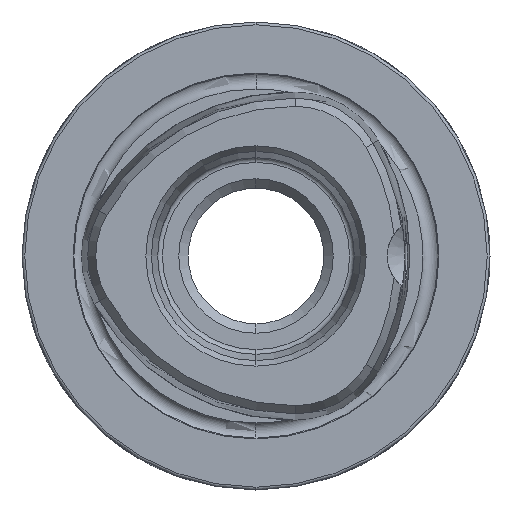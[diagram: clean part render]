
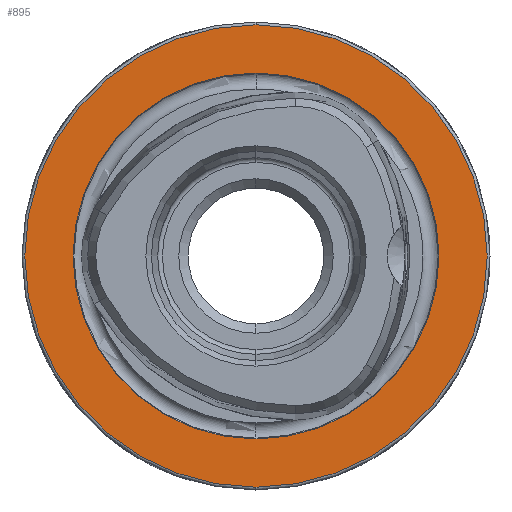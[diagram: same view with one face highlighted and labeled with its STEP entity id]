
A CAD part, left-side view. The second image highlights one B-rep face of the part: STEP entity #895.
In plain terms, the highlighted planar face has unit normal (-1, 0, 0).
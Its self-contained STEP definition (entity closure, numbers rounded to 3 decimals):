
#321 = AXIS2_PLACEMENT_3D ( 'NONE', #1176, #1177, #1178 ) ;
#325 = AXIS2_PLACEMENT_3D ( 'NONE', #1219, #1220, #1221 ) ;
#600 = CARTESIAN_POINT ( 'NONE',  ( 0., 0., 0. ) ) ;
#601 = DIRECTION ( 'NONE',  ( -1., 0., 0. ) ) ;
#602 = DIRECTION ( 'NONE',  ( 0., 0., 1. ) ) ;
#603 = CARTESIAN_POINT ( 'NONE',  ( 0., 0., 0. ) ) ;
#604 = DIRECTION ( 'NONE',  ( -1., 0., 0. ) ) ;
#605 = DIRECTION ( 'NONE',  ( 0., 0., 1. ) ) ;
#716 = CARTESIAN_POINT ( 'NONE',  ( 0., 0., 24.7 ) ) ;
#720 = CARTESIAN_POINT ( 'NONE',  ( 0., 0., 19.55 ) ) ;
#721 = CARTESIAN_POINT ( 'NONE',  ( 0., 0., -19.55 ) ) ;
#723 = CARTESIAN_POINT ( 'NONE',  ( 0., 0., -24.7 ) ) ;
#895 = ADVANCED_FACE ( 'NONE', ( #2776, #2768 ), #3101, .F. ) ;
#1176 = CARTESIAN_POINT ( 'NONE',  ( 0., 0., 0. ) ) ;
#1177 = DIRECTION ( 'NONE',  ( -1., 0., 0. ) ) ;
#1178 = DIRECTION ( 'NONE',  ( 0., 0., 1. ) ) ;
#1219 = CARTESIAN_POINT ( 'NONE',  ( 0., 0., 0. ) ) ;
#1220 = DIRECTION ( 'NONE',  ( -1., 0., 0. ) ) ;
#1221 = DIRECTION ( 'NONE',  ( 0., 0., 1. ) ) ;
#1733 = AXIS2_PLACEMENT_3D ( 'NONE', #3098, #3103, #3104 ) ;
#1890 = AXIS2_PLACEMENT_3D ( 'NONE', #600, #601, #602 ) ;
#1891 = AXIS2_PLACEMENT_3D ( 'NONE', #603, #604, #605 ) ;
#1972 = CIRCLE ( 'NONE', #1890, 24.7 ) ;
#1973 = CIRCLE ( 'NONE', #1891, 19.55 ) ;
#2768 = FACE_OUTER_BOUND ( 'NONE', #3754, .T. ) ;
#2776 = FACE_BOUND ( 'NONE', #3755, .T. ) ;
#3098 = CARTESIAN_POINT ( 'NONE',  ( 0., 19.55, 0. ) ) ;
#3101 = PLANE ( 'NONE',  #1733 ) ;
#3103 = DIRECTION ( 'NONE',  ( 1., 0., 0. ) ) ;
#3104 = DIRECTION ( 'NONE',  ( 0., 0., -1. ) ) ;
#3284 = VERTEX_POINT ( 'NONE', #721 ) ;
#3285 = VERTEX_POINT ( 'NONE', #720 ) ;
#3287 = VERTEX_POINT ( 'NONE', #716 ) ;
#3288 = VERTEX_POINT ( 'NONE', #723 ) ;
#3754 = EDGE_LOOP ( 'NONE', ( #6922, #6923 ) ) ;
#3755 = EDGE_LOOP ( 'NONE', ( #6920, #6921 ) ) ;
#4660 = EDGE_CURVE ( 'NONE', #3288, #3287, #1972, .T. ) ;
#4661 = EDGE_CURVE ( 'NONE', #3285, #3284, #1973, .T. ) ;
#5405 = EDGE_CURVE ( 'NONE', #3287, #3288, #6554, .T. ) ;
#5415 = EDGE_CURVE ( 'NONE', #3284, #3285, #6561, .T. ) ;
#6554 = CIRCLE ( 'NONE', #321, 24.7 ) ;
#6561 = CIRCLE ( 'NONE', #325, 19.55 ) ;
#6920 = ORIENTED_EDGE ( 'NONE', *, *, #4661, .F. ) ;
#6921 = ORIENTED_EDGE ( 'NONE', *, *, #5415, .F. ) ;
#6922 = ORIENTED_EDGE ( 'NONE', *, *, #5405, .T. ) ;
#6923 = ORIENTED_EDGE ( 'NONE', *, *, #4660, .T. ) ;
